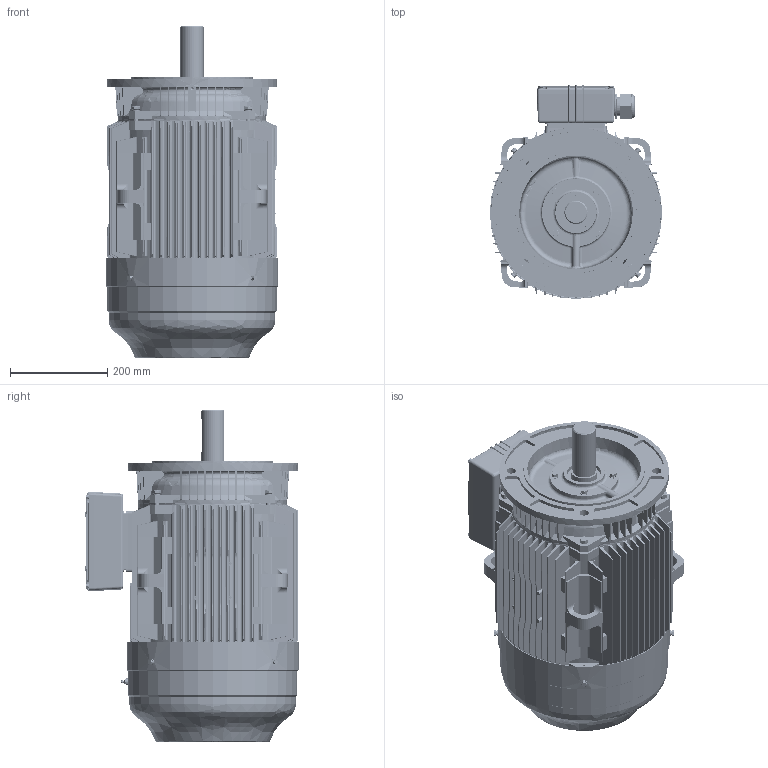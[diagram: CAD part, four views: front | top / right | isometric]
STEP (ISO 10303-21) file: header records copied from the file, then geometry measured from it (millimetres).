
FILE_DESCRIPTION (( 'STEP AP203' ), '1' );
FILE_NAME ('WE180M-2 B5.STEP', '2017-06-20T03:05:01', ( 'Sky123.Org' ), ( 'Sky123.Org' ), 'SwSTEP 2.0', 'SolidWorks 2012', '' );
FILE_SCHEMA (( 'CONFIG_CONTROL_DESIGN' ));
Length unit declared in the file: millimetre
Products named in the file (1): WE180M-2 B5
Bounding box: 355 x 440.21 x 683.99 mm (x, y, z)
Volume: 36557272.3 mm3; surface area: 2776838.8 mm2
Topology: 67 solids, 68 shells, 6631 faces, 18069 edges, 11665 vertices
Faces by surface type: cylinder 2782, plane 2213, bspline 746, cone 726, torus 154, sphere 10
Entity records: 320809 total; most frequent: CARTESIAN_POINT 164586, ORIENTED_EDGE 36086, DIRECTION 27556, EDGE_CURVE 18043, VERTEX_POINT 11664, AXIS2_PLACEMENT_3D 10178, EDGE_LOOP 7343, LINE 7200
